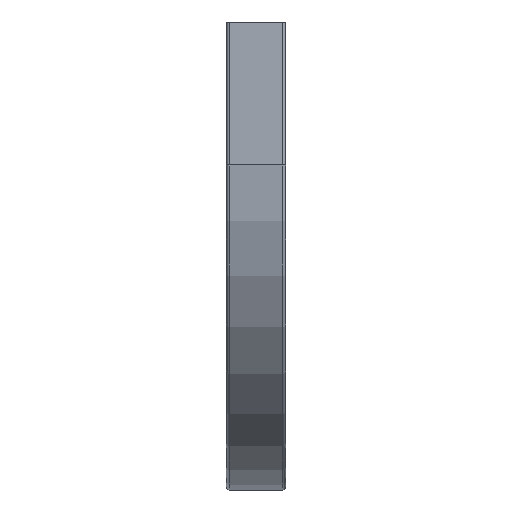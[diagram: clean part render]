
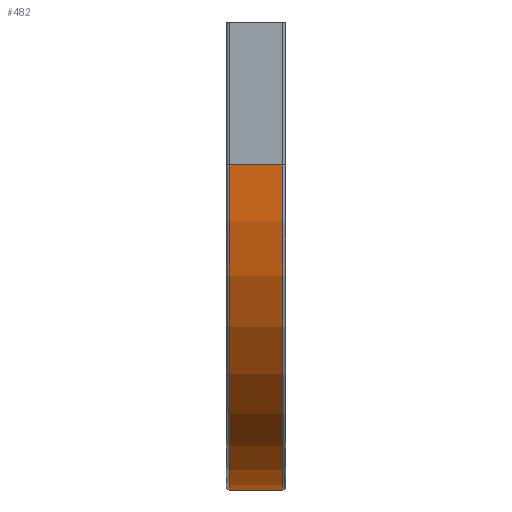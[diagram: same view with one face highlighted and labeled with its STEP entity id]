
A CAD part, left-side view. The second image highlights one B-rep face of the part: STEP entity #482.
In plain terms, the highlighted cylindrical face has radius 550 mm (diameter 1100 mm), a partial arc.
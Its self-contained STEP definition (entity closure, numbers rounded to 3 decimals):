
#15 = LINE ( 'NONE', #249, #26 ) ;
#18 = CARTESIAN_POINT ( 'NONE',  ( 154., 95., -396. ) ) ;
#26 = VECTOR ( 'NONE', #480, 1000. ) ;
#27 = AXIS2_PLACEMENT_3D ( 'NONE', #226, #66, #291 ) ;
#29 = VERTEX_POINT ( 'NONE', #724 ) ;
#43 = VERTEX_POINT ( 'NONE', #287 ) ;
#66 = DIRECTION ( 'NONE',  ( 0., -1., 0. ) ) ;
#74 = CIRCLE ( 'NONE', #275, 550. ) ;
#99 = CARTESIAN_POINT ( 'NONE',  ( 154., 5., -396. ) ) ;
#128 = ORIENTED_EDGE ( 'NONE', *, *, #615, .F. ) ;
#194 = FACE_OUTER_BOUND ( 'NONE', #443, .T. ) ;
#226 = CARTESIAN_POINT ( 'NONE',  ( 154., 100., 154. ) ) ;
#249 = CARTESIAN_POINT ( 'NONE',  ( 154., 100., -396. ) ) ;
#269 = DIRECTION ( 'NONE',  ( 0., 1., 0. ) ) ;
#275 = AXIS2_PLACEMENT_3D ( 'NONE', #627, #630, #763 ) ;
#278 = VECTOR ( 'NONE', #441, 1000. ) ;
#287 = CARTESIAN_POINT ( 'NONE',  ( -396., 95., 154. ) ) ;
#291 = DIRECTION ( 'NONE',  ( 0., 0., -1. ) ) ;
#304 = VERTEX_POINT ( 'NONE', #99 ) ;
#372 = CIRCLE ( 'NONE', #875, 550. ) ;
#441 = DIRECTION ( 'NONE',  ( 0., -1., 0. ) ) ;
#443 = EDGE_LOOP ( 'NONE', ( #481, #692, #128, #523 ) ) ;
#480 = DIRECTION ( 'NONE',  ( 0., -1., 0. ) ) ;
#481 = ORIENTED_EDGE ( 'NONE', *, *, #847, .T. ) ;
#482 = ADVANCED_FACE ( 'NONE', ( #194 ), #526, .T. ) ;
#523 = ORIENTED_EDGE ( 'NONE', *, *, #820, .T. ) ;
#526 = CYLINDRICAL_SURFACE ( 'NONE', #27, 550. ) ;
#615 = EDGE_CURVE ( 'NONE', #43, #29, #781, .T. ) ;
#627 = CARTESIAN_POINT ( 'NONE',  ( 154., 95., 154. ) ) ;
#630 = DIRECTION ( 'NONE',  ( 0., -1., 0. ) ) ;
#654 = CARTESIAN_POINT ( 'NONE',  ( -396., 100., 154. ) ) ;
#675 = VERTEX_POINT ( 'NONE', #18 ) ;
#692 = ORIENTED_EDGE ( 'NONE', *, *, #897, .T. ) ;
#705 = CARTESIAN_POINT ( 'NONE',  ( 154., 5., 154. ) ) ;
#724 = CARTESIAN_POINT ( 'NONE',  ( -396., 5., 154. ) ) ;
#763 = DIRECTION ( 'NONE',  ( 0., 0., 1. ) ) ;
#779 = DIRECTION ( 'NONE',  ( 0., 0., 1. ) ) ;
#781 = LINE ( 'NONE', #654, #278 ) ;
#820 = EDGE_CURVE ( 'NONE', #43, #675, #74, .T. ) ;
#847 = EDGE_CURVE ( 'NONE', #675, #304, #15, .T. ) ;
#875 = AXIS2_PLACEMENT_3D ( 'NONE', #705, #269, #779 ) ;
#897 = EDGE_CURVE ( 'NONE', #304, #29, #372, .T. ) ;
